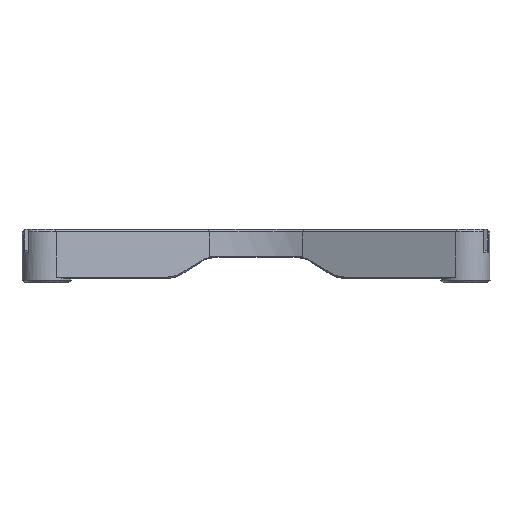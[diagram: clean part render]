
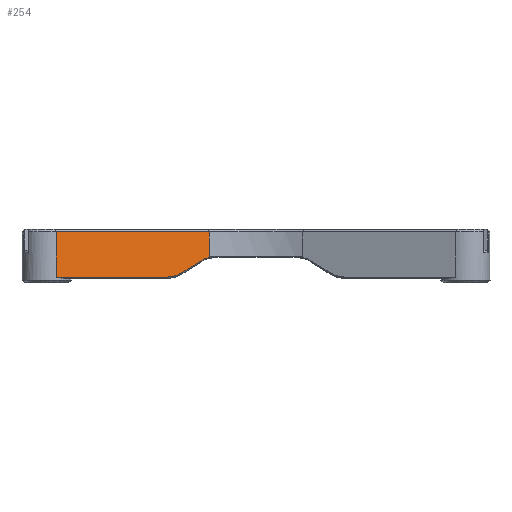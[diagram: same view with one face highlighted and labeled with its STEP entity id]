
A CAD part, left-side view. The second image highlights one B-rep face of the part: STEP entity #254.
In plain terms, the highlighted planar face has unit normal (-0.924, -0.383, 0).
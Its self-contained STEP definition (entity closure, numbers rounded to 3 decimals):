
#254=ADVANCED_FACE('',(#2046),#2048,.T.);
#2046=FACE_BOUND('',#2047,.T.);
#2047=EDGE_LOOP('',(#6139,#6140,#6141,#6142,#6143,#6144,#6145));
#2048=PLANE('',#2049);
#2049=AXIS2_PLACEMENT_3D('',#2050,#2051,#2052);
#2050=CARTESIAN_POINT('',(-55.451,47.742,0.));
#2051=DIRECTION('',(-0.924,-0.383,0.));
#2052=DIRECTION('',(0.383,-0.924,0.));
#6139=ORIENTED_EDGE('',*,*,#8448,.T.);
#6140=ORIENTED_EDGE('',*,*,#8449,.F.);
#6141=ORIENTED_EDGE('',*,*,#8450,.F.);
#6142=ORIENTED_EDGE('',*,*,#8451,.F.);
#6143=ORIENTED_EDGE('',*,*,#8452,.F.);
#6144=ORIENTED_EDGE('',*,*,#8123,.F.);
#6145=ORIENTED_EDGE('',*,*,#8429,.F.);
#8123=EDGE_CURVE('',#9785,#9788,#9789,.T.);
#8429=EDGE_CURVE('',#10270,#9785,#10272,.T.);
#8448=EDGE_CURVE('',#10270,#10298,#10299,.T.);
#8449=EDGE_CURVE('',#10300,#10298,#10301,.F.);
#8450=EDGE_CURVE('',#10302,#10300,#10303,.T.);
#8451=EDGE_CURVE('',#10304,#10302,#10305,.T.);
#8452=EDGE_CURVE('',#9788,#10304,#10306,.F.);
#9785=VERTEX_POINT('',#13169);
#9788=VERTEX_POINT('',#13177);
#9789=LINE('',#13178,#13179);
#10270=VERTEX_POINT('',#14989);
#10272=LINE('',#14994,#14995);
#10298=VERTEX_POINT('',#15078);
#10299=LINE('',#15079,#15080);
#10300=VERTEX_POINT('',#15082);
#10301=B_SPLINE_CURVE_WITH_KNOTS('',3,
(#15083,#15084,#15085,#15086,#15087,#15088,#15089,#15090,#15091,#15092,#15093,#15094,
#15095,#15096,#15097,#15098,#15099,#15100,#15101,#15102,#15103,#15104,#15105,#15106,
#15107,#15108,#15109,#15110),
.UNSPECIFIED.,.F.,.F.,
(4,2,2,2,2,2,2,2,2,2,2,2,2,4),
(0.,0.14,0.221,0.298,0.377,0.454,
0.533,0.609,0.684,0.76,0.837,
0.916,0.988,1.),
.UNSPECIFIED.);
#10302=VERTEX_POINT('',#15111);
#10303=B_SPLINE_CURVE_WITH_KNOTS('',3,
(#15112,#15113,#15114,#15115,#15116,#15117,#15118,#15119,#15120,#15121,#15122,#15123,
#15124,#15125,#15126,#15127,#15128,#15129,#15130,#15131,#15132,#15133,#15134,#15135),
.UNSPECIFIED.,.F.,.F.,
(4,2,2,2,2,2,2,2,2,2,2,4),
(0.,0.007,0.115,0.224,0.332,0.44,
0.548,0.656,0.765,0.873,0.981,
1.),
.UNSPECIFIED.);
#10304=VERTEX_POINT('',#15136);
#10305=B_SPLINE_CURVE_WITH_KNOTS('',3,
(#15137,#15138,#15139,#15140,#15141,#15142,#15143,#15144,#15145,#15146,#15147,#15148,
#15149,#15150,#15151,#15152,#15153,#15154),
.UNSPECIFIED.,.F.,.F.,
(4,2,2,2,2,2,2,2,4),
(0.,0.042,0.2,0.36,0.518,0.678,
0.836,0.996,1.),
.UNSPECIFIED.);
#10306=LINE('',#15155,#15156);
#13169=CARTESIAN_POINT('',(-55.451,47.742,2.1));
#13177=CARTESIAN_POINT('',(-40.311,11.191,2.1));
#13178=CARTESIAN_POINT('',(-55.451,47.742,2.1));
#13179=VECTOR('',#13180,1.);
#13180=DIRECTION('',(0.383,-0.924,0.));
#14989=CARTESIAN_POINT('',(-55.451,47.742,-8.68));
#14994=CARTESIAN_POINT('',(-55.451,47.742,-8.68));
#14995=VECTOR('',#14996,1.);
#14996=DIRECTION('',(0.,0.,1.));
#15078=CARTESIAN_POINT('',(-44.455,21.197,-8.68));
#15079=CARTESIAN_POINT('',(-55.451,47.742,-8.68));
#15080=VECTOR('',#15081,1.);
#15081=DIRECTION('',(0.383,-0.924,0.));
#15082=CARTESIAN_POINT('',(-43.018,17.727,-7.663));
#15083=CARTESIAN_POINT('',(-44.455,21.197,-8.68));
#15084=CARTESIAN_POINT('',(-44.385,21.027,-8.673));
#15085=CARTESIAN_POINT('',(-44.315,20.857,-8.67));
#15086=CARTESIAN_POINT('',(-44.204,20.59,-8.647));
#15087=CARTESIAN_POINT('',(-44.164,20.493,-8.637));
#15088=CARTESIAN_POINT('',(-44.085,20.303,-8.612));
#15089=CARTESIAN_POINT('',(-44.046,20.209,-8.598));
#15090=CARTESIAN_POINT('',(-43.969,20.022,-8.565));
#15091=CARTESIAN_POINT('',(-43.93,19.929,-8.546));
#15092=CARTESIAN_POINT('',(-43.854,19.744,-8.506));
#15093=CARTESIAN_POINT('',(-43.816,19.652,-8.483));
#15094=CARTESIAN_POINT('',(-43.739,19.468,-8.434));
#15095=CARTESIAN_POINT('',(-43.701,19.376,-8.408));
#15096=CARTESIAN_POINT('',(-43.627,19.197,-8.352));
#15097=CARTESIAN_POINT('',(-43.591,19.109,-8.323));
#15098=CARTESIAN_POINT('',(-43.519,18.936,-8.26));
#15099=CARTESIAN_POINT('',(-43.483,18.85,-8.228));
#15100=CARTESIAN_POINT('',(-43.412,18.679,-8.158));
#15101=CARTESIAN_POINT('',(-43.377,18.593,-8.121));
#15102=CARTESIAN_POINT('',(-43.306,18.421,-8.043));
#15103=CARTESIAN_POINT('',(-43.27,18.336,-8.002));
#15104=CARTESIAN_POINT('',(-43.199,18.165,-7.915));
#15105=CARTESIAN_POINT('',(-43.164,18.079,-7.869));
#15106=CARTESIAN_POINT('',(-43.097,17.917,-7.778));
#15107=CARTESIAN_POINT('',(-43.065,17.841,-7.733));
#15108=CARTESIAN_POINT('',(-43.029,17.753,-7.679));
#15109=CARTESIAN_POINT('',(-43.024,17.74,-7.671));
#15110=CARTESIAN_POINT('',(-43.018,17.727,-7.663));
#15111=CARTESIAN_POINT('',(-41.052,12.98,-4.737));
#15112=CARTESIAN_POINT('',(-41.052,12.98,-4.737));
#15113=CARTESIAN_POINT('',(-41.056,12.991,-4.744));
#15114=CARTESIAN_POINT('',(-41.061,13.002,-4.751));
#15115=CARTESIAN_POINT('',(-41.137,13.185,-4.864));
#15116=CARTESIAN_POINT('',(-41.208,13.356,-4.969));
#15117=CARTESIAN_POINT('',(-41.349,13.698,-5.181));
#15118=CARTESIAN_POINT('',(-41.42,13.869,-5.286));
#15119=CARTESIAN_POINT('',(-41.562,14.212,-5.498));
#15120=CARTESIAN_POINT('',(-41.633,14.383,-5.603));
#15121=CARTESIAN_POINT('',(-41.775,14.725,-5.814));
#15122=CARTESIAN_POINT('',(-41.846,14.897,-5.92));
#15123=CARTESIAN_POINT('',(-41.988,15.239,-6.131));
#15124=CARTESIAN_POINT('',(-42.059,15.41,-6.237));
#15125=CARTESIAN_POINT('',(-42.201,15.753,-6.448));
#15126=CARTESIAN_POINT('',(-42.271,15.924,-6.553));
#15127=CARTESIAN_POINT('',(-42.413,16.267,-6.764));
#15128=CARTESIAN_POINT('',(-42.484,16.438,-6.87));
#15129=CARTESIAN_POINT('',(-42.626,16.781,-7.081));
#15130=CARTESIAN_POINT('',(-42.697,16.952,-7.186));
#15131=CARTESIAN_POINT('',(-42.839,17.295,-7.397));
#15132=CARTESIAN_POINT('',(-42.91,17.466,-7.502));
#15133=CARTESIAN_POINT('',(-42.993,17.667,-7.626));
#15134=CARTESIAN_POINT('',(-43.006,17.697,-7.645));
#15135=CARTESIAN_POINT('',(-43.018,17.727,-7.663));
#15136=CARTESIAN_POINT('',(-40.311,11.191,-3.951));
#15137=CARTESIAN_POINT('',(-40.311,11.191,-3.951));
#15138=CARTESIAN_POINT('',(-40.322,11.218,-3.959));
#15139=CARTESIAN_POINT('',(-40.333,11.244,-3.967));
#15140=CARTESIAN_POINT('',(-40.384,11.369,-4.004));
#15141=CARTESIAN_POINT('',(-40.425,11.466,-4.035));
#15142=CARTESIAN_POINT('',(-40.506,11.662,-4.103));
#15143=CARTESIAN_POINT('',(-40.546,11.759,-4.139));
#15144=CARTESIAN_POINT('',(-40.626,11.952,-4.215));
#15145=CARTESIAN_POINT('',(-40.665,12.047,-4.255));
#15146=CARTESIAN_POINT('',(-40.744,12.236,-4.339));
#15147=CARTESIAN_POINT('',(-40.783,12.331,-4.384));
#15148=CARTESIAN_POINT('',(-40.86,12.517,-4.476));
#15149=CARTESIAN_POINT('',(-40.898,12.609,-4.524));
#15150=CARTESIAN_POINT('',(-40.974,12.791,-4.625));
#15151=CARTESIAN_POINT('',(-41.012,12.883,-4.678));
#15152=CARTESIAN_POINT('',(-41.05,12.975,-4.734));
#15153=CARTESIAN_POINT('',(-41.051,12.977,-4.736));
#15154=CARTESIAN_POINT('',(-41.052,12.98,-4.737));
#15155=CARTESIAN_POINT('',(-40.311,11.191,-3.951));
#15156=VECTOR('',#15157,1.);
#15157=DIRECTION('',(0.,0.,1.));
